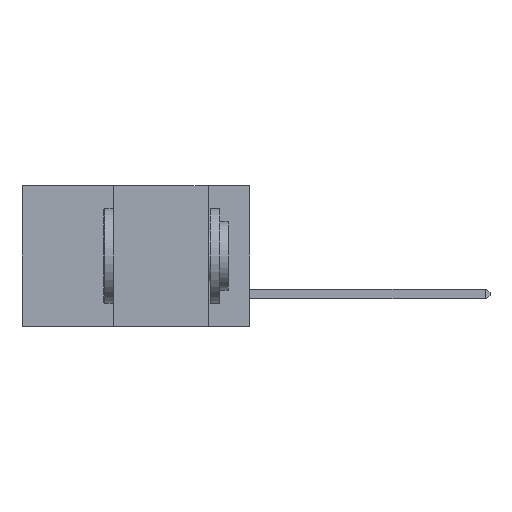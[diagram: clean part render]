
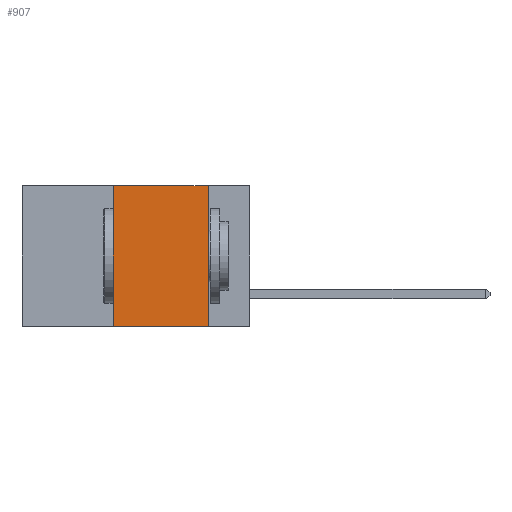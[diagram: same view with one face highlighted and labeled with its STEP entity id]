
A CAD part, left-side view. The second image highlights one B-rep face of the part: STEP entity #907.
In plain terms, the highlighted planar face has unit normal (-1, 0, 0).
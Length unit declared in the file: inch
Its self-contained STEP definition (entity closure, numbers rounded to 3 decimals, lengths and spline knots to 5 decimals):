
#506 = VECTOR ( 'NONE', #7822, 39.37008 ) ;
#583 = PLANE ( 'NONE',  #7667 ) ;
#719 = LINE ( 'NONE', #5091, #6693 ) ;
#907 = ADVANCED_FACE ( 'NONE', ( #2285 ), #583, .F. ) ;
#1373 = CARTESIAN_POINT ( 'NONE',  ( 0., 0.36, -0.37 ) ) ;
#1519 = LINE ( 'NONE', #4849, #5419 ) ;
#1540 = DIRECTION ( 'NONE',  ( 0., 0., -1. ) ) ;
#1906 = EDGE_LOOP ( 'NONE', ( #5221, #7166, #8194, #8957 ) ) ;
#1971 = VERTEX_POINT ( 'NONE', #5717 ) ;
#2285 = FACE_OUTER_BOUND ( 'NONE', #1906, .T. ) ;
#3330 = VERTEX_POINT ( 'NONE', #1373 ) ;
#3824 = CARTESIAN_POINT ( 'NONE',  ( 0., 0.11, -0.37 ) ) ;
#4755 = EDGE_CURVE ( 'NONE', #1971, #6600, #719, .T. ) ;
#4849 = CARTESIAN_POINT ( 'NONE',  ( 0., 0.6, -0.37 ) ) ;
#4858 = LINE ( 'NONE', #9096, #506 ) ;
#5091 = CARTESIAN_POINT ( 'NONE',  ( 0., 0.11, 0. ) ) ;
#5145 = CARTESIAN_POINT ( 'NONE',  ( 0., 0.6, 0. ) ) ;
#5221 = ORIENTED_EDGE ( 'NONE', *, *, #4755, .F. ) ;
#5372 = DIRECTION ( 'NONE',  ( 0., 0., -1. ) ) ;
#5419 = VECTOR ( 'NONE', #9498, 39.37008 ) ;
#5717 = CARTESIAN_POINT ( 'NONE',  ( 0., 0.11, 0. ) ) ;
#5765 = DIRECTION ( 'NONE',  ( 1., 0., 0. ) ) ;
#6088 = CARTESIAN_POINT ( 'NONE',  ( 0., 0.36, 0. ) ) ;
#6600 = VERTEX_POINT ( 'NONE', #3824 ) ;
#6693 = VECTOR ( 'NONE', #5372, 39.37008 ) ;
#6841 = EDGE_CURVE ( 'NONE', #3330, #6600, #1519, .T. ) ;
#7166 = ORIENTED_EDGE ( 'NONE', *, *, #8154, .F. ) ;
#7285 = VERTEX_POINT ( 'NONE', #6088 ) ;
#7667 = AXIS2_PLACEMENT_3D ( 'NONE', #9397, #5765, #1540 ) ;
#7822 = DIRECTION ( 'NONE',  ( 0., 0., 1. ) ) ;
#8060 = LINE ( 'NONE', #5145, #9535 ) ;
#8140 = EDGE_CURVE ( 'NONE', #3330, #7285, #4858, .T. ) ;
#8154 = EDGE_CURVE ( 'NONE', #7285, #1971, #8060, .T. ) ;
#8194 = ORIENTED_EDGE ( 'NONE', *, *, #8140, .F. ) ;
#8957 = ORIENTED_EDGE ( 'NONE', *, *, #6841, .T. ) ;
#9096 = CARTESIAN_POINT ( 'NONE',  ( 0., 0.36, 0. ) ) ;
#9123 = DIRECTION ( 'NONE',  ( 0., -1., 0. ) ) ;
#9397 = CARTESIAN_POINT ( 'NONE',  ( 0., 0.6, 0. ) ) ;
#9498 = DIRECTION ( 'NONE',  ( 0., -1., 0. ) ) ;
#9535 = VECTOR ( 'NONE', #9123, 39.37008 ) ;
